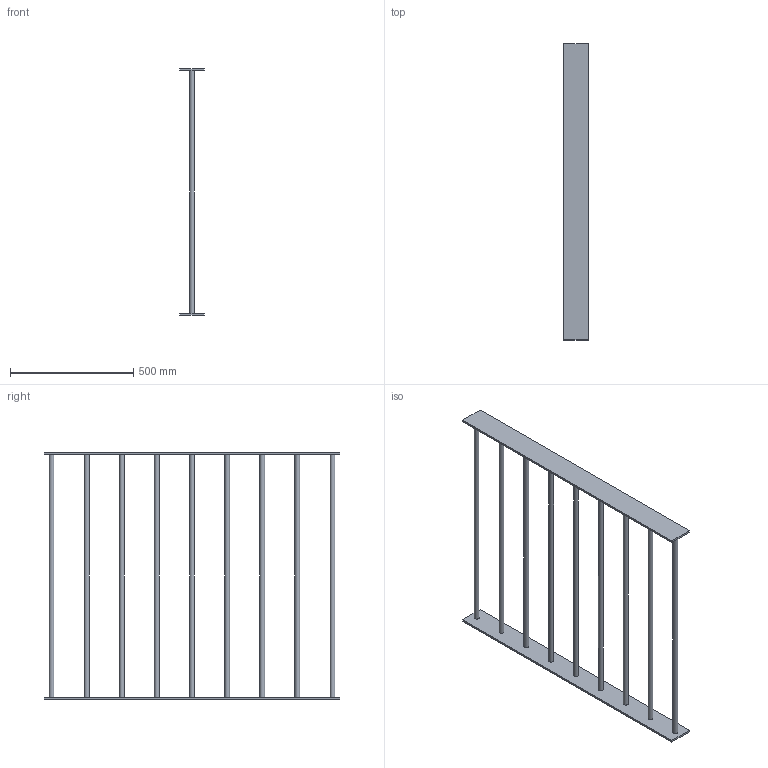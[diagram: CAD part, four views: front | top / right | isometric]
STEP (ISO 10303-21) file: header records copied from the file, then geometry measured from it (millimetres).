
FILE_DESCRIPTION(/* description */ ('STEP AP214'),/* implementation_level */ '2;1');
FILE_NAME(/* name */ '68cfc3a82d1685975be61b7a',/* time_stamp */ '2025-09-21T09:21:45Z',/* author */ (''),/* organization */ (''),/* preprocessor_version */ 'ST-DEVELOPER v20',/* originating_system */ 'ONSHAPE BY PTC INC, 1.204',/* authorisation */ ' ');
FILE_SCHEMA (('AUTOMOTIVE_DESIGN {1 0 10303 214 3 1 1}'));
Length unit declared in the file: metre
Products named in the file (11): Part 9; Part 3; Part 7; Part 10; Part 4; Part 8; Part 1; Part 11; Part 5; Part 2; Part 6
Bounding box: 100 x 1200 x 1000 mm (x, y, z)
Volume: 4702194.5 mm3; surface area: 1083693.8 mm2
Topology: 11 solids, 11 shells, 39 faces, 51 edges, 34 vertices
Faces by surface type: plane 30, cylinder 9
Full cylindrical faces by diameter (mm): 20 x9
Entity records: 1038 total; most frequent: DIRECTION 160, CARTESIAN_POINT 126, ORIENTED_EDGE 84, AXIS2_PLACEMENT_3D 68, EDGE_LOOP 48, FACE_BOUND 48, EDGE_CURVE 42, ADVANCED_FACE 39
